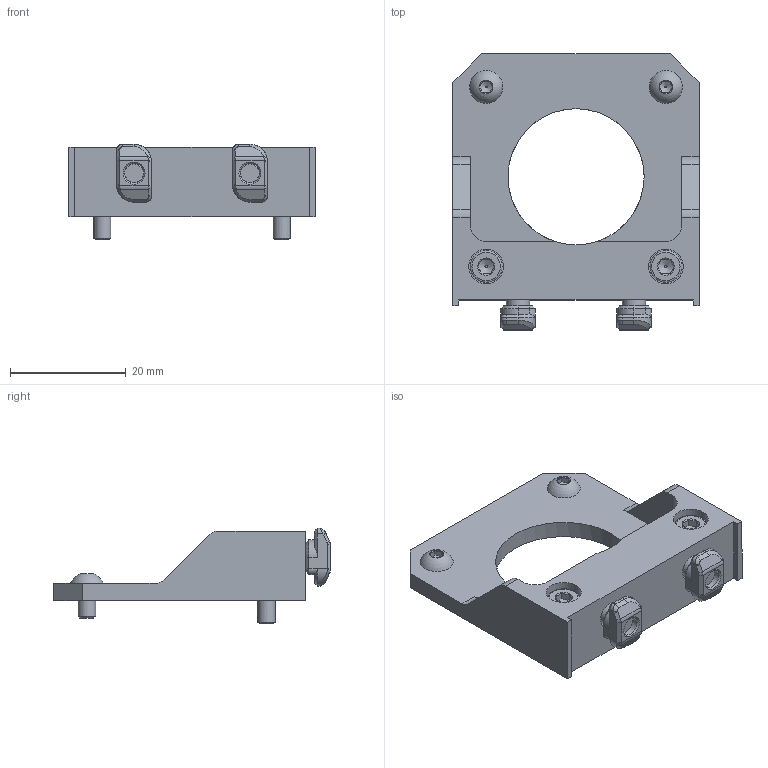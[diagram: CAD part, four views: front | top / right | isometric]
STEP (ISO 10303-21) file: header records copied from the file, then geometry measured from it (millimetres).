
FILE_DESCRIPTION(('FreeCAD Model'),'2;1');
FILE_NAME('Open CASCADE Shape Model','2024-10-28T23:21:51',(''),(''), 'Open CASCADE STEP processor 7.6','FreeCAD','Unknown');
FILE_SCHEMA(('CONFIG_CONTROL_DESIGN','SHAPE_APPEARANCE_LAYER_MIM'));
Length unit declared in the file: millimetre
Products named in the file (10): Unnamed1; M3 Hex Socket Button Head Screw_001; M3 Hex Socket Button Head Screw_002; M3 Hex Socket Cap Screw_001; M3 Hex Socket Cap Screw_002; M4 Hex Socket Flat Head Screw_001; M4 Hex Socket Flat Head Screw_002; M4 T-Nut_001; M4 T-Nut_002; NEMA 17 B_001
Assembly tree (9 placements, depth 2):
  Unnamed1
    M3 Hex Socket Button Head Screw_001
    M3 Hex Socket Button Head Screw_002
    M3 Hex Socket Cap Screw_001
    M3 Hex Socket Cap Screw_002
    M4 Hex Socket Flat Head Screw_001
    M4 Hex Socket Flat Head Screw_002
    M4 T-Nut_001
    M4 T-Nut_002
    NEMA 17 B_001
Bounding box: 42.5 x 47.75 x 16.5 mm (x, y, z)
Volume: 8751.8 mm3; surface area: 6873.9 mm2
Topology: 9 solids, 9 shells, 254 faces, 583 edges, 356 vertices
Faces by surface type: plane 129, cone 52, cylinder 47, bspline 16, revolution 8, sphere 2
Full cylindrical faces by diameter (mm): 3 x4, 3.25 x4, 3.3 x2, 4 x2, 4.5 x2, 5.5 x2, 6 x2, 8 x2, 23.5 x1
Entity records: 16917 total; most frequent: CARTESIAN_POINT 5065, DIRECTION 2097, ORIENTED_EDGE 1166, PCURVE 1166, DEFINITIONAL_REPRESENTATION 1166, LINE 1069, VECTOR 1069, EDGE_CURVE 583
